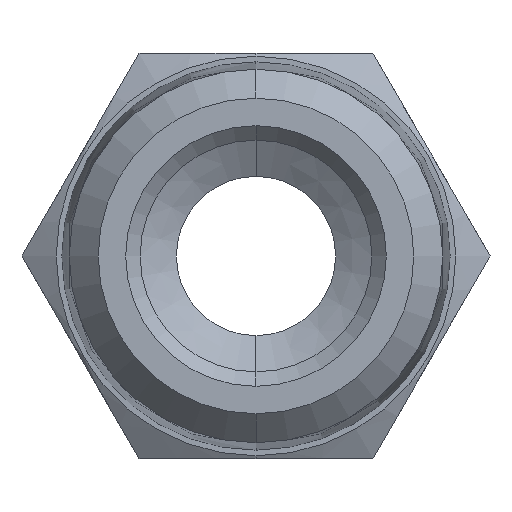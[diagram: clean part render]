
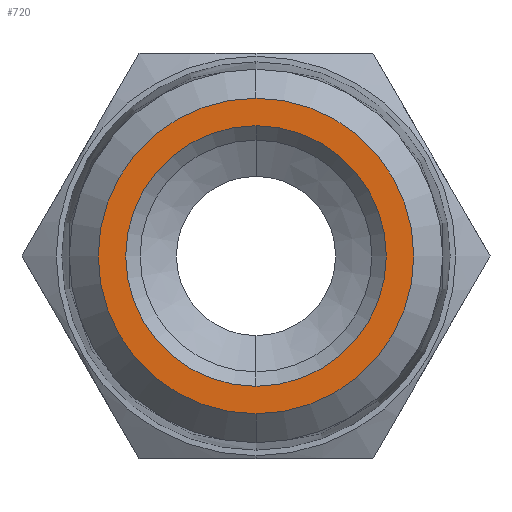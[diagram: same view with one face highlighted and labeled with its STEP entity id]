
A CAD part, front view. The second image highlights one B-rep face of the part: STEP entity #720.
In plain terms, the highlighted planar face has unit normal (0, -1, 0).
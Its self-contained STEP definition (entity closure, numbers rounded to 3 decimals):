
#115 = DIRECTION ( 'NONE',  ( 0., 0., -1. ) ) ;
#116 = DIRECTION ( 'NONE',  ( 0., -1., 0. ) ) ;
#117 = CARTESIAN_POINT ( 'NONE',  ( 0., 0., 0. ) ) ;
#277 = ORIENTED_EDGE ( 'NONE', *, *, #306, .T. ) ;
#287 = ORIENTED_EDGE ( 'NONE', *, *, #304, .F. ) ;
#291 = ORIENTED_EDGE ( 'NONE', *, *, #502, .T. ) ;
#304 = EDGE_CURVE ( 'NONE', #1299, #321, #455, .T. ) ;
#306 = EDGE_CURVE ( 'NONE', #1301, #617, #452, .T. ) ;
#314 = ORIENTED_EDGE ( 'NONE', *, *, #690, .F. ) ;
#321 = VERTEX_POINT ( 'NONE', #539 ) ;
#324 = EDGE_LOOP ( 'NONE', ( #291, #277 ) ) ;
#356 = EDGE_LOOP ( 'NONE', ( #314, #287 ) ) ;
#399 = CARTESIAN_POINT ( 'NONE',  ( 0., 0., 0. ) ) ;
#401 = DIRECTION ( 'NONE',  ( 0., 0., -1. ) ) ;
#402 = DIRECTION ( 'NONE',  ( 0., -1., 0. ) ) ;
#450 = AXIS2_PLACEMENT_3D ( 'NONE', #560, #559, #557 ) ;
#452 = CIRCLE ( 'NONE', #450, 5.45 ) ;
#453 = AXIS2_PLACEMENT_3D ( 'NONE', #399, #402, #401 ) ;
#455 = CIRCLE ( 'NONE', #453, 4.5 ) ;
#502 = EDGE_CURVE ( 'NONE', #617, #1301, #1079, .T. ) ;
#539 = CARTESIAN_POINT ( 'NONE',  ( 0., 0., -4.5 ) ) ;
#557 = DIRECTION ( 'NONE',  ( 0., 0., -1. ) ) ;
#559 = DIRECTION ( 'NONE',  ( 0., -1., 0. ) ) ;
#560 = CARTESIAN_POINT ( 'NONE',  ( 0., 0., 0. ) ) ;
#617 = VERTEX_POINT ( 'NONE', #1005 ) ;
#690 = EDGE_CURVE ( 'NONE', #321, #1299, #1042, .T. ) ;
#720 = ADVANCED_FACE ( 'NONE', ( #1092, #1095 ), #1153, .T. ) ;
#957 = CARTESIAN_POINT ( 'NONE',  ( 0., 0., 0. ) ) ;
#983 = DIRECTION ( 'NONE',  ( 0., 0., -1. ) ) ;
#988 = DIRECTION ( 'NONE',  ( 0., -1., 0. ) ) ;
#1005 = CARTESIAN_POINT ( 'NONE',  ( 0., 0., 5.45 ) ) ;
#1042 = CIRCLE ( 'NONE', #1067, 4.5 ) ;
#1054 = AXIS2_PLACEMENT_3D ( 'NONE', #117, #116, #115 ) ;
#1067 = AXIS2_PLACEMENT_3D ( 'NONE', #957, #988, #983 ) ;
#1079 = CIRCLE ( 'NONE', #1054, 5.45 ) ;
#1092 = FACE_BOUND ( 'NONE', #356, .T. ) ;
#1095 = FACE_OUTER_BOUND ( 'NONE', #324, .T. ) ;
#1153 = PLANE ( 'NONE',  #1294 ) ;
#1163 = CARTESIAN_POINT ( 'NONE',  ( 0., 0., -5.45 ) ) ;
#1164 = CARTESIAN_POINT ( 'NONE',  ( 0., 0., 4.5 ) ) ;
#1167 = DIRECTION ( 'NONE',  ( 0., -1., 0. ) ) ;
#1170 = CARTESIAN_POINT ( 'NONE',  ( 0., 0., 0. ) ) ;
#1198 = DIRECTION ( 'NONE',  ( 0., 0., -1. ) ) ;
#1294 = AXIS2_PLACEMENT_3D ( 'NONE', #1170, #1167, #1198 ) ;
#1299 = VERTEX_POINT ( 'NONE', #1164 ) ;
#1301 = VERTEX_POINT ( 'NONE', #1163 ) ;
